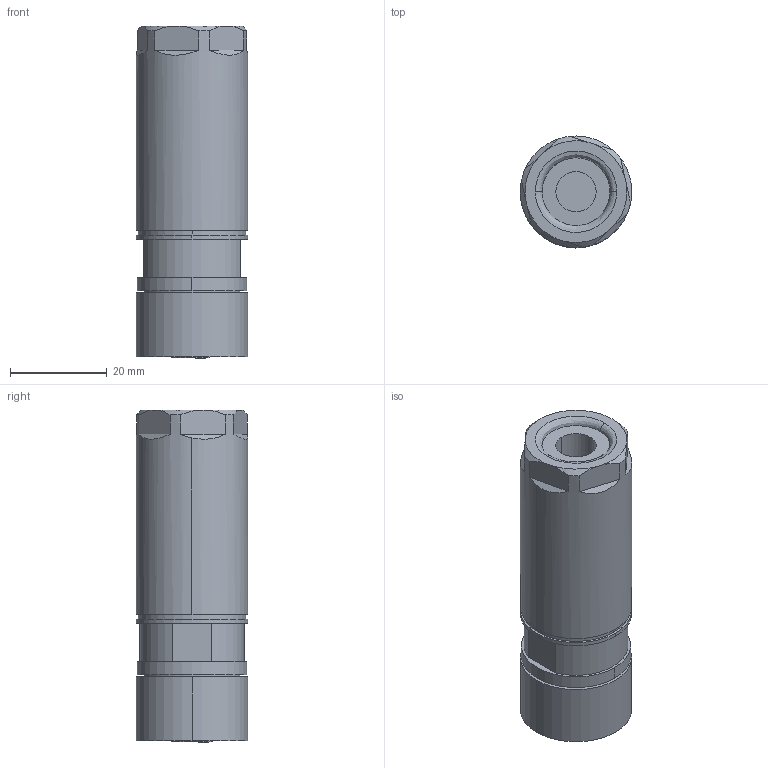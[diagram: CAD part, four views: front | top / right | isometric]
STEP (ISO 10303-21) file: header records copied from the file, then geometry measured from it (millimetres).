
FILE_DESCRIPTION (( 'STEP AP203' ), '1' );
FILE_NAME ('7000-P4661-0000000.step', '2024-08-22T15:54:27', ( '' ), ( '' ), 'SwSTEP 2.0', 'SolidWorks 2023', '' );
FILE_SCHEMA (( 'CONFIG_CONTROL_DESIGN' ));
Length unit declared in the file: inch
Products named in the file (1): 7000-P4661-0000000
Bounding box: 23 x 23 x 68.5 mm (x, y, z)
Volume: 25476.8 mm3; surface area: 8304.2 mm2
Topology: 2 solids, 3 shells, 262 faces, 670 edges, 441 vertices
Faces by surface type: plane 134, cylinder 96, cone 29, bspline 3
Entity records: 8335 total; most frequent: CARTESIAN_POINT 1742, DIRECTION 1395, ORIENTED_EDGE 1340, EDGE_CURVE 670, AXIS2_PLACEMENT_3D 501, VERTEX_POINT 441, VECTOR 393, LINE 393
